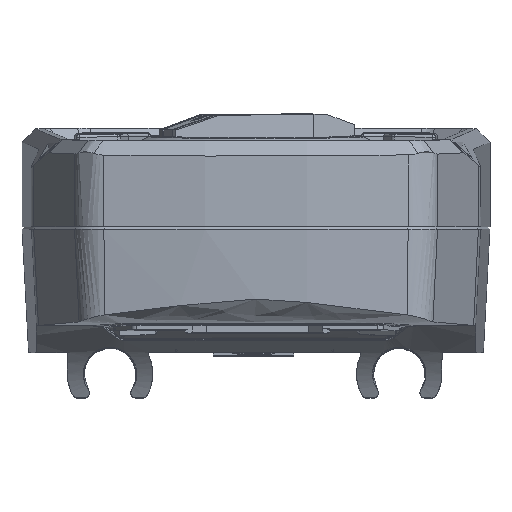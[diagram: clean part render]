
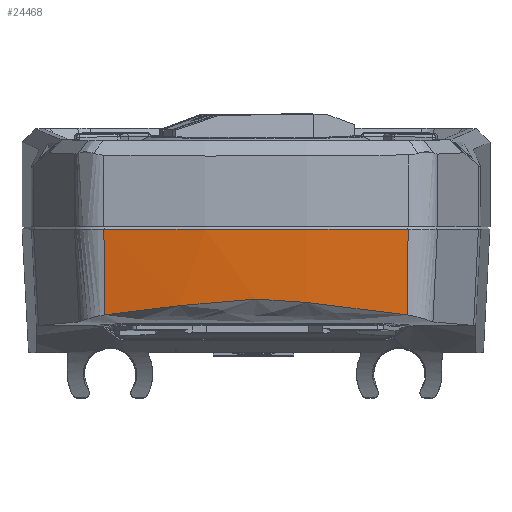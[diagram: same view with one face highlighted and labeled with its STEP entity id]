
A CAD part, front view. The second image highlights one B-rep face of the part: STEP entity #24468.
In plain terms, the highlighted free-form (B-spline) face has degree [2, 1] with [3, 2] control points.
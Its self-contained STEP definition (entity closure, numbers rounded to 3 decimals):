
#21746 = VERTEX_POINT('',#21747);
#21747 = CARTESIAN_POINT('',(-0.081,-87.177,
    -25.664));
#21764 = EDGE_CURVE('',#21746,#21765,#21767,.T.);
#21765 = VERTEX_POINT('',#21766);
#21766 = CARTESIAN_POINT('',(-51.615,-87.177,
    -25.664));
#21767 = B_SPLINE_CURVE_WITH_KNOTS('',3,(#21768,#21769,#21770,#21771,
    #21772,#21773,#21774,#21775,#21776,#21777,#21778,#21779,#21780,
    #21781,#21782,#21783,#21784,#21785,#21786,#21787,#21788,#21789),
  .UNSPECIFIED.,.F.,.F.,(4,2,2,2,2,2,2,2,2,2,4),(0.,0.007,
    0.014,0.021,0.025,
    0.029,0.032,0.036,
    0.043,0.05,0.057),
  .UNSPECIFIED.);
#21768 = CARTESIAN_POINT('',(-0.081,-87.177,
    -25.664));
#21769 = CARTESIAN_POINT('',(-2.218,-87.525,
    -25.44));
#21770 = CARTESIAN_POINT('',(-4.356,-87.831,
    -25.187));
#21771 = CARTESIAN_POINT('',(-8.637,-88.362,
    -24.646));
#21772 = CARTESIAN_POINT('',(-10.78,-88.587,
    -24.356));
#21773 = CARTESIAN_POINT('',(-15.077,-88.952,
    -23.79));
#21774 = CARTESIAN_POINT('',(-17.233,-89.092,
    -23.514));
#21775 = CARTESIAN_POINT('',(-20.475,-89.235,
    -23.201));
#21776 = CARTESIAN_POINT('',(-21.557,-89.271,
    -23.115));
#21777 = CARTESIAN_POINT('',(-23.726,-89.319,
    -22.998));
#21778 = CARTESIAN_POINT('',(-24.813,-89.331,
    -22.967));
#21779 = CARTESIAN_POINT('',(-26.991,-89.33,
    -22.969));
#21780 = CARTESIAN_POINT('',(-28.079,-89.317,
    -23.002));
#21781 = CARTESIAN_POINT('',(-30.244,-89.268,
    -23.123));
#21782 = CARTESIAN_POINT('',(-31.322,-89.231,
    -23.21));
#21783 = CARTESIAN_POINT('',(-34.55,-89.087,
    -23.524));
#21784 = CARTESIAN_POINT('',(-36.69,-88.946,
    -23.799));
#21785 = CARTESIAN_POINT('',(-40.963,-88.582,
    -24.362));
#21786 = CARTESIAN_POINT('',(-43.096,-88.358,
    -24.65));
#21787 = CARTESIAN_POINT('',(-47.357,-87.829,
    -25.189));
#21788 = CARTESIAN_POINT('',(-49.487,-87.523,
    -25.44));
#21789 = CARTESIAN_POINT('',(-51.615,-87.177,
    -25.664));
#24177 = EDGE_CURVE('',#21765,#24178,#24180,.T.);
#24178 = VERTEX_POINT('',#24179);
#24179 = CARTESIAN_POINT('',(-51.734,-87.931,
    -11.097));
#24180 = B_SPLINE_CURVE_WITH_KNOTS('',1,(#24181,#24182),.UNSPECIFIED.,
  .F.,.F.,(2,2),(-16.481,-0.476),
  .PIECEWISE_BEZIER_KNOTS.);
#24181 = CARTESIAN_POINT('',(-51.615,-87.177,
    -25.664));
#24182 = CARTESIAN_POINT('',(-51.734,-87.931,
    -11.097));
#24450 = VERTEX_POINT('',#24451);
#24451 = CARTESIAN_POINT('',(0.037,-87.931,
    -11.097));
#24457 = EDGE_CURVE('',#21746,#24450,#24458,.T.);
#24458 = B_SPLINE_CURVE_WITH_KNOTS('',1,(#24459,#24460),.UNSPECIFIED.,
  .F.,.F.,(2,2),(-16.481,-0.476),
  .PIECEWISE_BEZIER_KNOTS.);
#24459 = CARTESIAN_POINT('',(-0.081,-87.177,
    -25.664));
#24460 = CARTESIAN_POINT('',(0.037,-87.931,
    -11.097));
#24468 = ADVANCED_FACE('',(#24469),#24480,.T.);
#24469 = FACE_BOUND('',#24470,.T.);
#24470 = EDGE_LOOP('',(#24471,#24472,#24473,#24479));
#24471 = ORIENTED_EDGE('',*,*,#21764,.F.);
#24472 = ORIENTED_EDGE('',*,*,#24457,.T.);
#24473 = ORIENTED_EDGE('',*,*,#24474,.T.);
#24474 = EDGE_CURVE('',#24450,#24178,#24475,.T.);
#24475 = ( BOUNDED_CURVE() B_SPLINE_CURVE(2,(#24476,#24477,#24478),
.UNSPECIFIED.,.F.,.F.) B_SPLINE_CURVE_WITH_KNOTS((3,3),(4.557,
4.868),.PIECEWISE_BEZIER_KNOTS.) CURVE() 
GEOMETRIC_REPRESENTATION_ITEM() RATIONAL_B_SPLINE_CURVE((1.,
0.988,1.)) REPRESENTATION_ITEM('') );
#24476 = CARTESIAN_POINT('',(0.037,-87.931,
    -11.097));
#24477 = CARTESIAN_POINT('',(-25.848,-91.999,
    -11.097));
#24478 = CARTESIAN_POINT('',(-51.734,-87.931,
    -11.097));
#24479 = ORIENTED_EDGE('',*,*,#24177,.F.);
#24480 = ( BOUNDED_SURFACE() B_SPLINE_SURFACE(2,1,(
    (#24481,#24482)
    ,(#24483,#24484)
    ,(#24485,#24486
)),.UNSPECIFIED.,.F.,.F.,.F.) B_SPLINE_SURFACE_WITH_KNOTS((3,3),(2,2),(
    1.415,1.727),(-16.481,-0.476),
.PIECEWISE_BEZIER_KNOTS.) GEOMETRIC_REPRESENTATION_ITEM() 
RATIONAL_B_SPLINE_SURFACE((
    (1.,1.)
    ,(0.988,0.988)
,(1.,1.))) REPRESENTATION_ITEM('') SURFACE() );
#24481 = CARTESIAN_POINT('',(-51.615,-87.177,
    -25.664));
#24482 = CARTESIAN_POINT('',(-51.734,-87.931,
    -11.097));
#24483 = CARTESIAN_POINT('',(-25.848,-91.226,
    -25.664));
#24484 = CARTESIAN_POINT('',(-25.848,-91.999,
    -11.097));
#24485 = CARTESIAN_POINT('',(-0.081,-87.177,
    -25.664));
#24486 = CARTESIAN_POINT('',(0.037,-87.931,
    -11.097));
